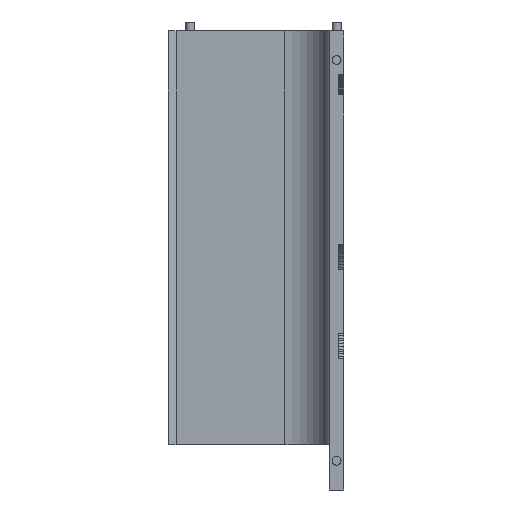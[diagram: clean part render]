
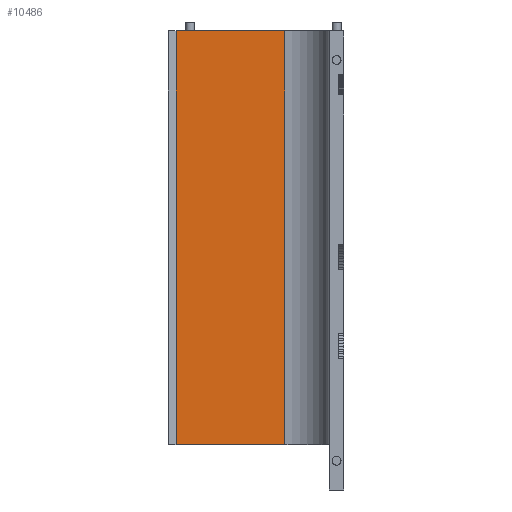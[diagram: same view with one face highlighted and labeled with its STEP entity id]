
A CAD part, left-side view. The second image highlights one B-rep face of the part: STEP entity #10486.
In plain terms, the highlighted planar face has unit normal (-1, 0, 0).
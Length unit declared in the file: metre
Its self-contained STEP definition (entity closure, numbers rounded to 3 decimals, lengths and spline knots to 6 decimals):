
#521=LINE('',#18099,#1989);
#522=LINE('',#18102,#1990);
#523=LINE('',#18104,#1991);
#524=LINE('',#18106,#1992);
#1989=VECTOR('',#15087,1.);
#1990=VECTOR('',#15088,1.);
#1991=VECTOR('',#15089,1.);
#1992=VECTOR('',#15090,1.);
#3464=ORIENTED_EDGE('',*,*,#6435,.F.);
#3465=ORIENTED_EDGE('',*,*,#6436,.T.);
#3466=ORIENTED_EDGE('',*,*,#6437,.T.);
#3467=ORIENTED_EDGE('',*,*,#6438,.F.);
#6435=EDGE_CURVE('',#7918,#7919,#521,.T.);
#6436=EDGE_CURVE('',#7918,#7920,#522,.T.);
#6437=EDGE_CURVE('',#7920,#7921,#523,.T.);
#6438=EDGE_CURVE('',#7919,#7921,#524,.T.);
#7918=VERTEX_POINT('',#18100);
#7919=VERTEX_POINT('',#18101);
#7920=VERTEX_POINT('',#18103);
#7921=VERTEX_POINT('',#18105);
#8445=EDGE_LOOP('',(#3464,#3465,#3466,#3467));
#8965=FACE_BOUND('',#8445,.T.);
#9482=PLANE('',#14051);
#10486=ADVANCED_FACE('',(#8965),#9482,.T.);
#14051=AXIS2_PLACEMENT_3D('',#18098,#15085,#15086);
#15085=DIRECTION('',(-1.,0.,0.));
#15086=DIRECTION('',(0.,-1.,0.));
#15087=DIRECTION('',(0.,0.,1.));
#15088=DIRECTION('',(0.,-1.,0.));
#15089=DIRECTION('',(0.,0.,1.));
#15090=DIRECTION('',(0.,-1.,0.));
#18098=CARTESIAN_POINT('',(0.055,-0.0265,-0.115));
#18099=CARTESIAN_POINT('',(0.055,-0.0533,-0.255));
#18100=CARTESIAN_POINT('',(0.055,-0.0533,-0.25485));
#18101=CARTESIAN_POINT('',(0.055,-0.0533,-0.11515));
#18102=CARTESIAN_POINT('',(0.055,-0.025,-0.25485));
#18103=CARTESIAN_POINT('',(0.055,-0.09,-0.25485));
#18104=CARTESIAN_POINT('',(0.055,-0.09,-0.255));
#18105=CARTESIAN_POINT('',(0.055,-0.09,-0.11515));
#18106=CARTESIAN_POINT('',(0.055,-0.02158,-0.11515));
